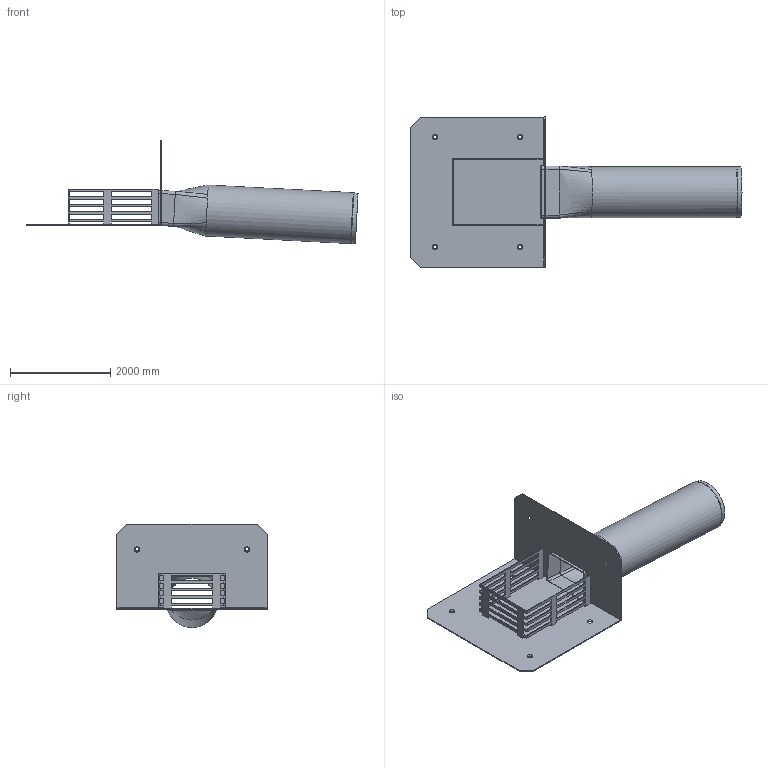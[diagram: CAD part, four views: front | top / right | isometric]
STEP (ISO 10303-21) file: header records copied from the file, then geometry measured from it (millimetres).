
FILE_DESCRIPTION(/* description */ (''),/* implementation_level */ '2;1');
FILE_NAME(/* name */ '01315.100X_3D.stp',/* time_stamp */ '2024-12-11T13:23:29+01:00',/* author */ ('CAD'),/* organization */ (''),/* preprocessor_version */ 'ST-DEVELOPER v20',/* originating_system */ 'AutoCAD Mechanical',/* authorisation */ '');
FILE_SCHEMA (('AUTOMOTIVE_DESIGN { 1 0 10303 214 3 1 1 }'));
Length unit declared in the file: centimetre
Products named in the file (2): Product; *S0
Assembly tree (1 placements, depth 2):
  Product
    *S0
Bounding box: 6638.82 x 3000 x 2064.29 mm (x, y, z)
Volume: 529299837.8 mm3; surface area: 54383116.3 mm2
Topology: 3 solids, 3 shells, 206 faces, 640 edges, 422 vertices
Faces by surface type: plane 144, cylinder 36, bspline 16, cone 8, torus 2
Full cylindrical faces by diameter (mm): 980 x1, 1020 x1
Entity records: 8271 total; most frequent: CARTESIAN_POINT 2391, ORIENTED_EDGE 1280, DIRECTION 1130, EDGE_CURVE 640, LINE 512, VECTOR 512, VERTEX_POINT 422, AXIS2_PLACEMENT_3D 309
